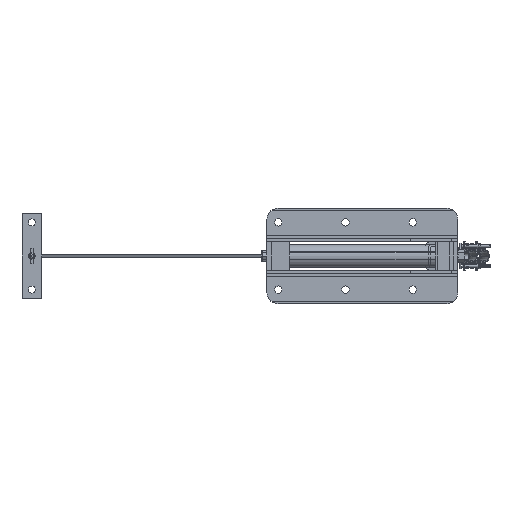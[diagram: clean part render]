
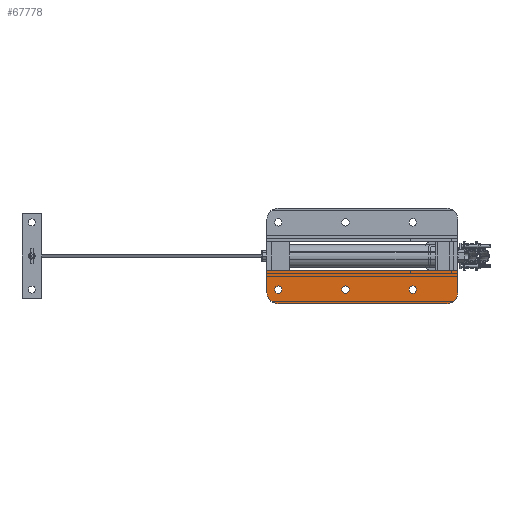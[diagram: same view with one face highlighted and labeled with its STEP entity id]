
A CAD part, left-side view. The second image highlights one B-rep face of the part: STEP entity #67778.
In plain terms, the highlighted planar face has unit normal (-1, 0, 0).
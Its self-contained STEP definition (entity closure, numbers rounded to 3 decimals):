
#192 = DIRECTION ( 'NONE',  ( -1., 0., 0. ) ) ;
#545 = CARTESIAN_POINT ( 'NONE',  ( -113.2, 164.551, -66.5 ) ) ;
#2305 = CARTESIAN_POINT ( 'NONE',  ( -113.2, 284.551, -60. ) ) ;
#3931 = CARTESIAN_POINT ( 'NONE',  ( -113.2, 44.551, -60. ) ) ;
#4012 = CIRCLE ( 'NONE', #70983, 20. ) ;
#4982 = FACE_BOUND ( 'NONE', #78255, .T. ) ;
#5939 = CARTESIAN_POINT ( 'NONE',  ( -113.2, -15.949, -65. ) ) ;
#6142 = EDGE_CURVE ( 'NONE', #56832, #8684, #79365, .T. ) ;
#6560 = LINE ( 'NONE', #70411, #63081 ) ;
#6958 = VECTOR ( 'NONE', #95557, 1000. ) ;
#7204 = CIRCLE ( 'NONE', #61778, 6.5 ) ;
#7720 = VERTEX_POINT ( 'NONE', #77487 ) ;
#8121 = CARTESIAN_POINT ( 'NONE',  ( -113.2, 305.051, -25. ) ) ;
#8684 = VERTEX_POINT ( 'NONE', #8121 ) ;
#8710 = CARTESIAN_POINT ( 'NONE',  ( -113.2, 305.051, -25. ) ) ;
#9386 = DIRECTION ( 'NONE',  ( 1., 0., 0. ) ) ;
#9720 = DIRECTION ( 'NONE',  ( 0., 0., 1. ) ) ;
#9771 = AXIS2_PLACEMENT_3D ( 'NONE', #44348, #192, #51756 ) ;
#10908 = CARTESIAN_POINT ( 'NONE',  ( -113.2, 305.051, -65. ) ) ;
#11346 = DIRECTION ( 'NONE',  ( 0., 0., 1. ) ) ;
#11582 = LINE ( 'NONE', #59122, #6958 ) ;
#12681 = ORIENTED_EDGE ( 'NONE', *, *, #66808, .F. ) ;
#12825 = DIRECTION ( 'NONE',  ( 1., 0., 0. ) ) ;
#13037 = CIRCLE ( 'NONE', #78363, 6.5 ) ;
#13326 = DIRECTION ( 'NONE',  ( 0., 0., -1. ) ) ;
#13773 = VERTEX_POINT ( 'NONE', #50331 ) ;
#15532 = EDGE_CURVE ( 'NONE', #78894, #69196, #6560, .T. ) ;
#19195 = VERTEX_POINT ( 'NONE', #545 ) ;
#19325 = CARTESIAN_POINT ( 'NONE',  ( -113.2, -15.949, -85. ) ) ;
#20016 = EDGE_CURVE ( 'NONE', #19195, #37181, #13037, .T. ) ;
#20183 = EDGE_LOOP ( 'NONE', ( #76378, #48830 ) ) ;
#20567 = DIRECTION ( 'NONE',  ( -1., 0., 0. ) ) ;
#21101 = CIRCLE ( 'NONE', #50422, 6.5 ) ;
#23795 = EDGE_CURVE ( 'NONE', #37181, #19195, #7204, .T. ) ;
#24588 = FACE_OUTER_BOUND ( 'NONE', #39077, .T. ) ;
#26247 = DIRECTION ( 'NONE',  ( 0., -1., 0. ) ) ;
#29290 = EDGE_CURVE ( 'NONE', #13773, #69196, #75823, .T. ) ;
#29916 = DIRECTION ( 'NONE',  ( -1., 0., 0. ) ) ;
#31943 = DIRECTION ( 'NONE',  ( 0., -1., 0. ) ) ;
#33281 = DIRECTION ( 'NONE',  ( -1., 0., 0. ) ) ;
#34783 = PLANE ( 'NONE',  #79990 ) ;
#35372 = EDGE_LOOP ( 'NONE', ( #59167, #63315 ) ) ;
#35444 = CIRCLE ( 'NONE', #9771, 6.5 ) ;
#36845 = ORIENTED_EDGE ( 'NONE', *, *, #61621, .F. ) ;
#37181 = VERTEX_POINT ( 'NONE', #54464 ) ;
#38698 = EDGE_CURVE ( 'NONE', #67435, #7720, #35444, .T. ) ;
#39077 = EDGE_LOOP ( 'NONE', ( #87541, #46889, #83729, #36845, #44379, #71128 ) ) ;
#42166 = VERTEX_POINT ( 'NONE', #69867 ) ;
#43896 = EDGE_CURVE ( 'NONE', #62714, #89557, #21101, .T. ) ;
#44199 = FACE_BOUND ( 'NONE', #35372, .T. ) ;
#44348 = CARTESIAN_POINT ( 'NONE',  ( -113.2, 284.551, -60. ) ) ;
#44379 = ORIENTED_EDGE ( 'NONE', *, *, #6142, .F. ) ;
#44425 = VECTOR ( 'NONE', #31943, 1000. ) ;
#46522 = AXIS2_PLACEMENT_3D ( 'NONE', #5939, #57514, #13326 ) ;
#46889 = ORIENTED_EDGE ( 'NONE', *, *, #29290, .F. ) ;
#47734 = ORIENTED_EDGE ( 'NONE', *, *, #43896, .F. ) ;
#48830 = ORIENTED_EDGE ( 'NONE', *, *, #20016, .F. ) ;
#50331 = CARTESIAN_POINT ( 'NONE',  ( -113.2, -35.949, -65. ) ) ;
#50351 = CARTESIAN_POINT ( 'NONE',  ( -113.2, 285.051, -85. ) ) ;
#50422 = AXIS2_PLACEMENT_3D ( 'NONE', #3931, #55530, #11346 ) ;
#51756 = DIRECTION ( 'NONE',  ( 0., 0., 1. ) ) ;
#53563 = CARTESIAN_POINT ( 'NONE',  ( -113.2, 285.051, -65. ) ) ;
#53896 = DIRECTION ( 'NONE',  ( -1., 0., 0. ) ) ;
#54464 = CARTESIAN_POINT ( 'NONE',  ( -113.2, 164.551, -53.5 ) ) ;
#55530 = DIRECTION ( 'NONE',  ( -1., 0., 0. ) ) ;
#56832 = VERTEX_POINT ( 'NONE', #10908 ) ;
#57445 = VECTOR ( 'NONE', #77001, 1000. ) ;
#57514 = DIRECTION ( 'NONE',  ( 1., 0., 0. ) ) ;
#59122 = CARTESIAN_POINT ( 'NONE',  ( -113.2, -35.949, -85. ) ) ;
#59167 = ORIENTED_EDGE ( 'NONE', *, *, #66144, .F. ) ;
#60776 = AXIS2_PLACEMENT_3D ( 'NONE', #2305, #53896, #9720 ) ;
#60980 = DIRECTION ( 'NONE',  ( 0., 0., 1. ) ) ;
#61621 = EDGE_CURVE ( 'NONE', #8684, #42166, #64057, .T. ) ;
#61778 = AXIS2_PLACEMENT_3D ( 'NONE', #74061, #29916, #81446 ) ;
#61930 = CARTESIAN_POINT ( 'NONE',  ( -113.2, 44.551, -66.5 ) ) ;
#62714 = VERTEX_POINT ( 'NONE', #77869 ) ;
#63081 = VECTOR ( 'NONE', #26247, 1000. ) ;
#63315 = ORIENTED_EDGE ( 'NONE', *, *, #38698, .F. ) ;
#64057 = LINE ( 'NONE', #8710, #44425 ) ;
#64427 = DIRECTION ( 'NONE',  ( 0., -1., 0. ) ) ;
#64716 = CARTESIAN_POINT ( 'NONE',  ( -113.2, 44.551, -60. ) ) ;
#66144 = EDGE_CURVE ( 'NONE', #7720, #67435, #67389, .T. ) ;
#66808 = EDGE_CURVE ( 'NONE', #89557, #62714, #68495, .T. ) ;
#67389 = CIRCLE ( 'NONE', #60776, 6.5 ) ;
#67435 = VERTEX_POINT ( 'NONE', #74479 ) ;
#67778 = ADVANCED_FACE ( 'NONE', ( #24588, #4982, #85736, #44199 ), #34783, .F. ) ;
#68495 = CIRCLE ( 'NONE', #68815, 6.5 ) ;
#68815 = AXIS2_PLACEMENT_3D ( 'NONE', #64716, #20567, #72145 ) ;
#69196 = VERTEX_POINT ( 'NONE', #19325 ) ;
#69867 = CARTESIAN_POINT ( 'NONE',  ( -113.2, -35.949, -25. ) ) ;
#70411 = CARTESIAN_POINT ( 'NONE',  ( -113.2, 305.051, -85. ) ) ;
#70562 = CARTESIAN_POINT ( 'NONE',  ( -113.2, 305.051, -85. ) ) ;
#70983 = AXIS2_PLACEMENT_3D ( 'NONE', #53563, #9386, #60980 ) ;
#71128 = ORIENTED_EDGE ( 'NONE', *, *, #89479, .F. ) ;
#72145 = DIRECTION ( 'NONE',  ( 0., 0., 1. ) ) ;
#74061 = CARTESIAN_POINT ( 'NONE',  ( -113.2, 164.551, -60. ) ) ;
#74479 = CARTESIAN_POINT ( 'NONE',  ( -113.2, 284.551, -53.5 ) ) ;
#75823 = CIRCLE ( 'NONE', #46522, 20. ) ;
#76378 = ORIENTED_EDGE ( 'NONE', *, *, #23795, .F. ) ;
#77001 = DIRECTION ( 'NONE',  ( 0., 0., 1. ) ) ;
#77442 = CARTESIAN_POINT ( 'NONE',  ( -113.2, 164.551, -60. ) ) ;
#77487 = CARTESIAN_POINT ( 'NONE',  ( -113.2, 284.551, -66.5 ) ) ;
#77869 = CARTESIAN_POINT ( 'NONE',  ( -113.2, 44.551, -53.5 ) ) ;
#78255 = EDGE_LOOP ( 'NONE', ( #47734, #12681 ) ) ;
#78363 = AXIS2_PLACEMENT_3D ( 'NONE', #77442, #33281, #84833 ) ;
#78894 = VERTEX_POINT ( 'NONE', #50351 ) ;
#79365 = LINE ( 'NONE', #70562, #57445 ) ;
#79990 = AXIS2_PLACEMENT_3D ( 'NONE', #86342, #12825, #64427 ) ;
#80125 = EDGE_CURVE ( 'NONE', #13773, #42166, #11582, .T. ) ;
#81446 = DIRECTION ( 'NONE',  ( 0., 0., 1. ) ) ;
#83729 = ORIENTED_EDGE ( 'NONE', *, *, #80125, .T. ) ;
#84833 = DIRECTION ( 'NONE',  ( 0., 0., 1. ) ) ;
#85736 = FACE_BOUND ( 'NONE', #20183, .T. ) ;
#86342 = CARTESIAN_POINT ( 'NONE',  ( -113.2, 305.051, -85. ) ) ;
#87541 = ORIENTED_EDGE ( 'NONE', *, *, #15532, .T. ) ;
#89479 = EDGE_CURVE ( 'NONE', #78894, #56832, #4012, .T. ) ;
#89557 = VERTEX_POINT ( 'NONE', #61930 ) ;
#95557 = DIRECTION ( 'NONE',  ( 0., 0., 1. ) ) ;
